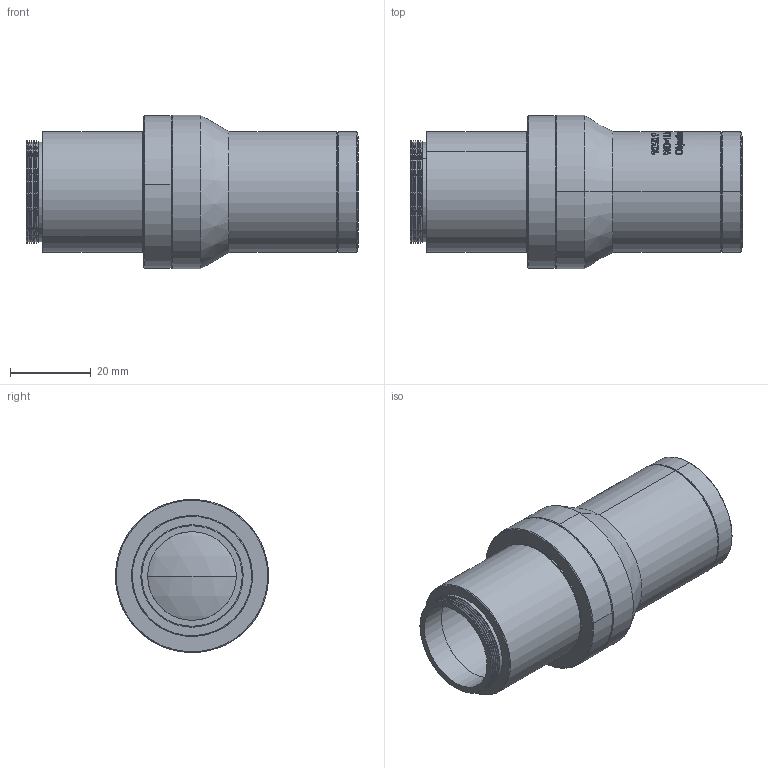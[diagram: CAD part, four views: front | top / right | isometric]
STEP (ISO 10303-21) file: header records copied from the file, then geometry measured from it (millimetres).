
FILE_DESCRIPTION (( 'STEP AP203' ), '1' );
FILE_NAME ('Web Model 88354_Default.step', '2019-05-28T15:21:33', ( '' ), ( '' ), 'SwSTEP 2.0', 'SolidWorks 2018', '' );
FILE_SCHEMA (( 'CONFIG_CONTROL_DESIGN' ));
Products named in the file (1): Web Model 88354_Default
Bounding box: 82.35 x 38 x 38 mm (x, y, z)
Volume: 49514.7 mm3; surface area: 18822.4 mm2
Topology: 5 solids, 5 shells, 703 faces, 1817 edges, 1195 vertices
Faces by surface type: bspline 267, plane 243, cylinder 118, cone 67, sphere 8
Entity records: 44023 total; most frequent: CARTESIAN_POINT 28882, ORIENTED_EDGE 3630, DIRECTION 2251, EDGE_CURVE 1815, VERTEX_POINT 1195, B_SPLINE_CURVE_WITH_KNOTS 872, AXIS2_PLACEMENT_3D 871, EDGE_LOOP 780
